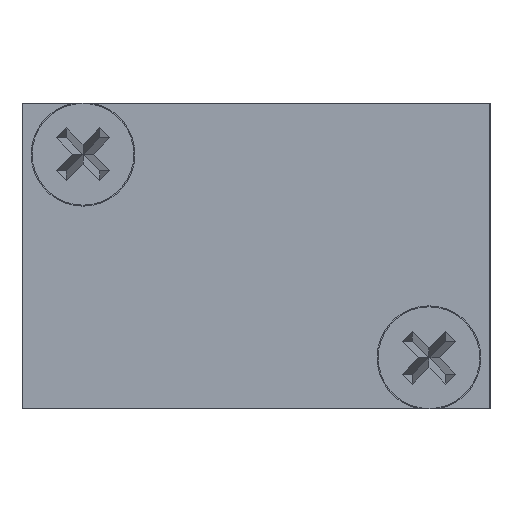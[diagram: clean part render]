
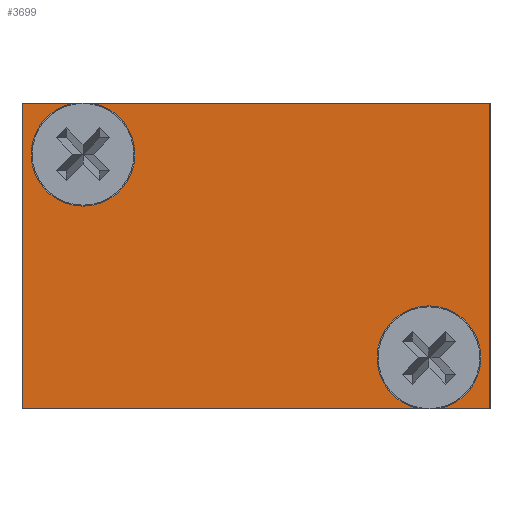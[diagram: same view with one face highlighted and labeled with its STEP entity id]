
A CAD part, left-side view. The second image highlights one B-rep face of the part: STEP entity #3699.
In plain terms, the highlighted planar face has unit normal (-1, 0, 0).
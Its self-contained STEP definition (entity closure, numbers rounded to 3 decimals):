
#67 = LINE ( 'NONE', #1380, #68 ) ;
#68 = VECTOR ( 'NONE', #1381, 1000. ) ;
#118 = LINE ( 'NONE', #450, #119 ) ;
#119 = VECTOR ( 'NONE', #451, 1000. ) ;
#136 = CIRCLE ( 'NONE', #3408, 2.55 ) ;
#139 = CIRCLE ( 'NONE', #3410, 2.55 ) ;
#158 = LINE ( 'NONE', #367, #159 ) ;
#159 = VECTOR ( 'NONE', #368, 1000. ) ;
#177 = LINE ( 'NONE', #392, #178 ) ;
#178 = VECTOR ( 'NONE', #393, 1000. ) ;
#185 = LINE ( 'NONE', #400, #186 ) ;
#186 = VECTOR ( 'NONE', #401, 1000. ) ;
#238 = CIRCLE ( 'NONE', #3425, 2.55 ) ;
#367 = CARTESIAN_POINT ( 'NONE',  ( -2.25, -23., -7.5 ) ) ;
#368 = DIRECTION ( 'NONE',  ( 0., 1., 0. ) ) ;
#392 = CARTESIAN_POINT ( 'NONE',  ( -2.25, -23., -7.5 ) ) ;
#393 = DIRECTION ( 'NONE',  ( 0., 1., 0. ) ) ;
#400 = CARTESIAN_POINT ( 'NONE',  ( -2.25, -23., 7.5 ) ) ;
#401 = DIRECTION ( 'NONE',  ( 0., 1., 0. ) ) ;
#450 = CARTESIAN_POINT ( 'NONE',  ( -2.25, -23., 7.5 ) ) ;
#451 = DIRECTION ( 'NONE',  ( 0., 1., 0. ) ) ;
#473 = CARTESIAN_POINT ( 'NONE',  ( -2.25, -20., -5. ) ) ;
#474 = DIRECTION ( 'NONE',  ( -1., 0., 0. ) ) ;
#475 = DIRECTION ( 'NONE',  ( 0., 0., 1. ) ) ;
#481 = CARTESIAN_POINT ( 'NONE',  ( -2.25, -20., -5. ) ) ;
#482 = DIRECTION ( 'NONE',  ( -1., 0., 0. ) ) ;
#483 = DIRECTION ( 'NONE',  ( 0., 0., 1. ) ) ;
#608 = ORIENTED_EDGE ( 'NONE', *, *, #3304, .F. ) ;
#615 = ORIENTED_EDGE ( 'NONE', *, *, #3315, .F. ) ;
#617 = ORIENTED_EDGE ( 'NONE', *, *, #3280, .T. ) ;
#630 = ORIENTED_EDGE ( 'NONE', *, *, #3290, .F. ) ;
#640 = ORIENTED_EDGE ( 'NONE', *, *, #3319, .T. ) ;
#716 = ORIENTED_EDGE ( 'NONE', *, *, #3247, .T. ) ;
#721 = ORIENTED_EDGE ( 'NONE', *, *, #3293, .F. ) ;
#824 = ORIENTED_EDGE ( 'NONE', *, *, #3350, .F. ) ;
#847 = ORIENTED_EDGE ( 'NONE', *, *, #3253, .F. ) ;
#865 = VECTOR ( 'NONE', #1369, 1000. ) ;
#869 = LINE ( 'NONE', #1368, #865 ) ;
#1243 = CARTESIAN_POINT ( 'NONE',  ( -2.25, -2.498, 7.5 ) ) ;
#1244 = CARTESIAN_POINT ( 'NONE',  ( -2.25, -19.498, -7.5 ) ) ;
#1248 = CARTESIAN_POINT ( 'NONE',  ( -2.25, -23., -7.5 ) ) ;
#1250 = CARTESIAN_POINT ( 'NONE',  ( -2.25, -20., -2.45 ) ) ;
#1253 = CARTESIAN_POINT ( 'NONE',  ( -2.25, 0., -7.5 ) ) ;
#1256 = CARTESIAN_POINT ( 'NONE',  ( -2.25, 0., 7.5 ) ) ;
#1368 = CARTESIAN_POINT ( 'NONE',  ( -2.25, -23., 7.5 ) ) ;
#1369 = DIRECTION ( 'NONE',  ( 0., 0., 1. ) ) ;
#1380 = CARTESIAN_POINT ( 'NONE',  ( -2.25, 0., 7.5 ) ) ;
#1381 = DIRECTION ( 'NONE',  ( 0., 0., 1. ) ) ;
#1549 = EDGE_LOOP ( 'NONE', ( #824, #617, #847, #615, #630, #721, #608, #716, #640 ) ) ;
#1578 = FACE_OUTER_BOUND ( 'NONE', #1549, .T. ) ;
#2035 = CARTESIAN_POINT ( 'NONE',  ( -2.25, -3., 5. ) ) ;
#2036 = DIRECTION ( 'NONE',  ( -1., 0., 0. ) ) ;
#2037 = DIRECTION ( 'NONE',  ( 0., 0., 1. ) ) ;
#2849 = VERTEX_POINT ( 'NONE', #1243 ) ;
#2850 = VERTEX_POINT ( 'NONE', #1244 ) ;
#2854 = VERTEX_POINT ( 'NONE', #1248 ) ;
#2856 = VERTEX_POINT ( 'NONE', #1250 ) ;
#2859 = VERTEX_POINT ( 'NONE', #1253 ) ;
#2862 = VERTEX_POINT ( 'NONE', #1256 ) ;
#3247 = EDGE_CURVE ( 'NONE', #2854, #4132, #869, .T. ) ;
#3253 = EDGE_CURVE ( 'NONE', #2859, #2862, #67, .T. ) ;
#3280 = EDGE_CURVE ( 'NONE', #2849, #2862, #118, .T. ) ;
#3290 = EDGE_CURVE ( 'NONE', #2856, #2850, #136, .T. ) ;
#3293 = EDGE_CURVE ( 'NONE', #4127, #2856, #139, .T. ) ;
#3304 = EDGE_CURVE ( 'NONE', #2854, #4127, #158, .T. ) ;
#3315 = EDGE_CURVE ( 'NONE', #2850, #2859, #177, .T. ) ;
#3319 = EDGE_CURVE ( 'NONE', #4132, #4123, #185, .T. ) ;
#3350 = EDGE_CURVE ( 'NONE', #2849, #4123, #238, .T. ) ;
#3408 = AXIS2_PLACEMENT_3D ( 'NONE', #473, #474, #475 ) ;
#3410 = AXIS2_PLACEMENT_3D ( 'NONE', #481, #482, #483 ) ;
#3425 = AXIS2_PLACEMENT_3D ( 'NONE', #2035, #2036, #2037 ) ;
#3496 = AXIS2_PLACEMENT_3D ( 'NONE', #3984, #3985, #3986 ) ;
#3699 = ADVANCED_FACE ( 'NONE', ( #1578 ), #3983, .T. ) ;
#3843 = CARTESIAN_POINT ( 'NONE',  ( -2.25, -3.502, 7.5 ) ) ;
#3847 = CARTESIAN_POINT ( 'NONE',  ( -2.25, -20.502, -7.5 ) ) ;
#3852 = CARTESIAN_POINT ( 'NONE',  ( -2.25, -23., 7.5 ) ) ;
#3983 = PLANE ( 'NONE',  #3496 ) ;
#3984 = CARTESIAN_POINT ( 'NONE',  ( -2.25, -23., 7.5 ) ) ;
#3985 = DIRECTION ( 'NONE',  ( -1., 0., 0. ) ) ;
#3986 = DIRECTION ( 'NONE',  ( 0., 0., 1. ) ) ;
#4123 = VERTEX_POINT ( 'NONE', #3843 ) ;
#4127 = VERTEX_POINT ( 'NONE', #3847 ) ;
#4132 = VERTEX_POINT ( 'NONE', #3852 ) ;
